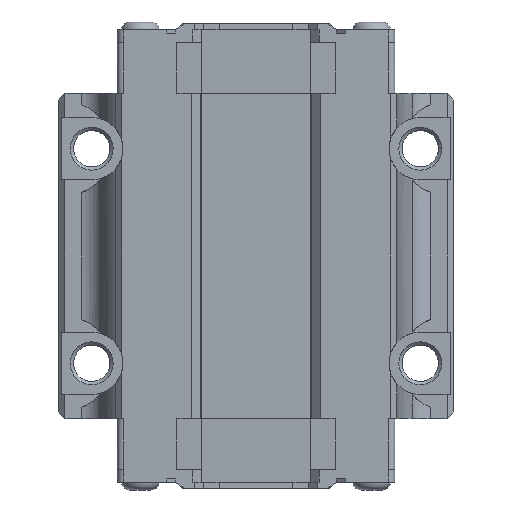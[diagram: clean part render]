
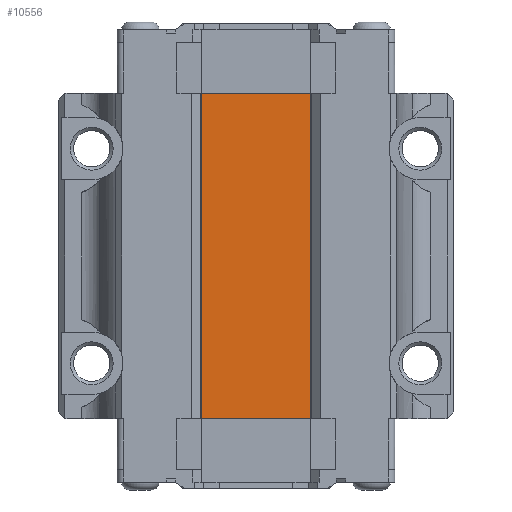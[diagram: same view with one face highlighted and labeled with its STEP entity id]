
A CAD part, front view. The second image highlights one B-rep face of the part: STEP entity #10556.
In plain terms, the highlighted planar face has unit normal (0, -1, 0).
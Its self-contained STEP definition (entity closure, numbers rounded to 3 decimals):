
#1394=FACE_OUTER_BOUND('',#1988,.T.);
#1988=EDGE_LOOP('',(#9596,#9597,#9598,#9599));
#2814=LINE('',#16731,#3906);
#2908=LINE('',#17012,#4000);
#3081=LINE('',#17648,#4173);
#3082=LINE('',#17650,#4174);
#3906=VECTOR('',#13685,10.);
#4000=VECTOR('',#13991,10.);
#4173=VECTOR('',#14464,10.);
#4174=VECTOR('',#14467,10.);
#4927=VERTEX_POINT('',#16728);
#4928=VERTEX_POINT('',#16730);
#5008=VERTEX_POINT('',#17009);
#5009=VERTEX_POINT('',#17011);
#6257=EDGE_CURVE('',#4927,#4928,#2814,.T.);
#6398=EDGE_CURVE('',#5008,#5009,#2908,.T.);
#6649=EDGE_CURVE('',#4927,#5009,#3081,.T.);
#6650=EDGE_CURVE('',#4928,#5008,#3082,.T.);
#9596=ORIENTED_EDGE('',*,*,#6649,.T.);
#9597=ORIENTED_EDGE('',*,*,#6398,.F.);
#9598=ORIENTED_EDGE('',*,*,#6650,.F.);
#9599=ORIENTED_EDGE('',*,*,#6257,.F.);
#10006=PLANE('',#11519);
#10556=ADVANCED_FACE('',(#1394),#10006,.T.);
#11519=AXIS2_PLACEMENT_3D('',#17649,#14465,#14466);
#13685=DIRECTION('',(-1.,0.,0.));
#13991=DIRECTION('',(1.,0.,0.));
#14464=DIRECTION('',(0.,0.,1.));
#14465=DIRECTION('center_axis',(0.,-1.,0.));
#14466=DIRECTION('ref_axis',(1.,0.,0.));
#14467=DIRECTION('',(0.,0.,1.));
#16728=CARTESIAN_POINT('',(8.175,-6.35,-24.25));
#16730=CARTESIAN_POINT('',(-8.175,-6.35,-24.25));
#16731=CARTESIAN_POINT('',(-8.175,-6.35,-24.25));
#17009=CARTESIAN_POINT('',(-8.175,-6.35,24.25));
#17011=CARTESIAN_POINT('',(8.175,-6.35,24.25));
#17012=CARTESIAN_POINT('',(-8.175,-6.35,24.25));
#17648=CARTESIAN_POINT('',(8.175,-6.35,0.));
#17649=CARTESIAN_POINT('Origin',(-8.175,-6.35,0.));
#17650=CARTESIAN_POINT('',(-8.175,-6.35,0.));
